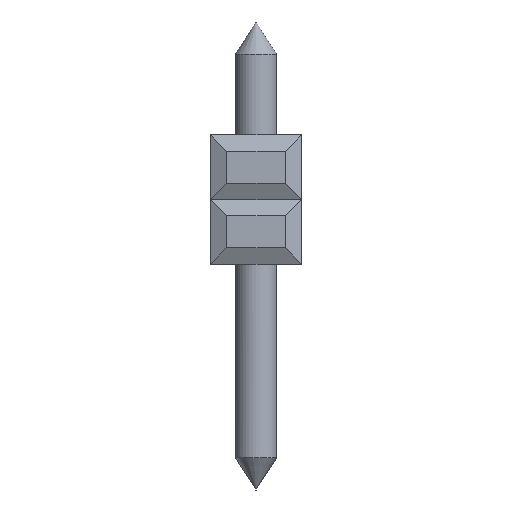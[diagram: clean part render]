
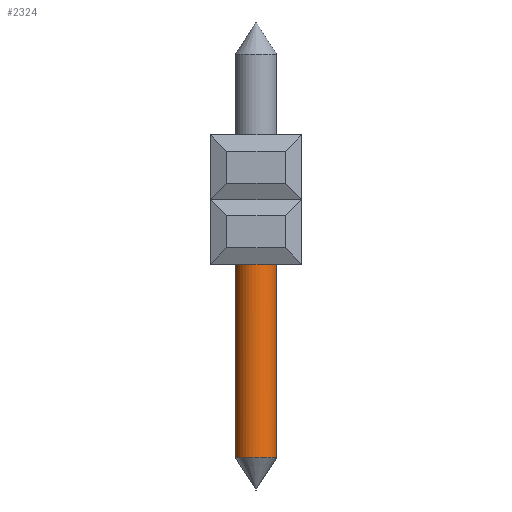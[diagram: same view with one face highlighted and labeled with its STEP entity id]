
A CAD part, left-side view. The second image highlights one B-rep face of the part: STEP entity #2324.
In plain terms, the highlighted cylindrical face has radius 0.65 mm (diameter 1.3 mm), a full revolution.
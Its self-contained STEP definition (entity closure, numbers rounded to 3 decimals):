
#2324 = ADVANCED_FACE( '', ( #5033, #5034 ), #5035, .T. );
#5033 = FACE_OUTER_BOUND( '', #7980, .T. );
#5034 = FACE_OUTER_BOUND( '', #7981, .T. );
#5035 = CYLINDRICAL_SURFACE( '', #7982, 0.65 );
#7980 = EDGE_LOOP( '', ( #14599 ) );
#7981 = EDGE_LOOP( '', ( #14600 ) );
#7982 = AXIS2_PLACEMENT_3D( '', #14601, #14602, #14603 );
#14599 = ORIENTED_EDGE( '', *, *, #17026, .F. );
#14600 = ORIENTED_EDGE( '', *, *, #18283, .F. );
#14601 = CARTESIAN_POINT( '', ( -11., -48.6, 2.5 ) );
#14602 = DIRECTION( '', ( 0., 0., 1. ) );
#14603 = DIRECTION( '', ( -1., 0., 0. ) );
#17026 = EDGE_CURVE( '', #20535, #20535, #20536, .T. );
#18283 = EDGE_CURVE( '', #22310, #22310, #22311, .T. );
#20535 = VERTEX_POINT( '', #25224 );
#20536 = CIRCLE( '', #25225, 0.65 );
#22310 = VERTEX_POINT( '', #27860 );
#22311 = CIRCLE( '', #27861, 0.65 );
#25224 = CARTESIAN_POINT( '', ( -11., -49.25, -3.8 ) );
#25225 = AXIS2_PLACEMENT_3D( '', #30054, #30055, #30056 );
#27860 = CARTESIAN_POINT( '', ( -10.61, -48.08, -10. ) );
#27861 = AXIS2_PLACEMENT_3D( '', #31116, #31117, #31118 );
#30054 = CARTESIAN_POINT( '', ( -11., -48.6, -3.8 ) );
#30055 = DIRECTION( '', ( 0., 0., 1. ) );
#30056 = DIRECTION( '', ( 0., -1., 0. ) );
#31116 = CARTESIAN_POINT( '', ( -11., -48.6, -10. ) );
#31117 = DIRECTION( '', ( 0., 0., -1. ) );
#31118 = DIRECTION( '', ( 0.6, 0.8, 0. ) );
